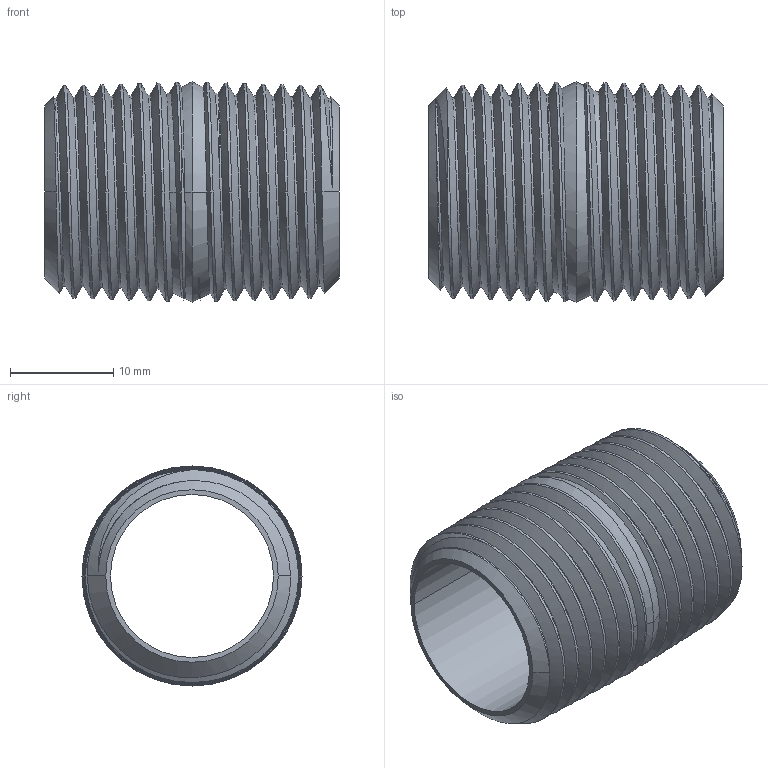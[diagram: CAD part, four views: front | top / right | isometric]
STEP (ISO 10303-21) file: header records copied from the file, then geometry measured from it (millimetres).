
FILE_DESCRIPTION(/* description */ (''),/* implementation_level */ '2;1');
FILE_NAME(/* name */ '112-N4.stp',/* time_stamp */ '2024-01-23T10:02:54-05:00',/* author */ ('esanner'),/* organization */ (''),/* preprocessor_version */ 'ST-DEVELOPER v19',/* originating_system */ 'AutoCAD Mechanical',/* authorisation */ '');
FILE_SCHEMA (('AUTOMOTIVE_DESIGN { 1 0 10303 214 3 1 1 }'));
Length unit declared in the file: millimetre
Products named in the file (2): Product; 112-N4
Assembly tree (1 placements, depth 2):
  Product
    112-N4
Bounding box: 28.57 x 21.34 x 21.34 mm (x, y, z)
Volume: 3154.8 mm3; surface area: 4386.5 mm2
Topology: 1 solids, 1 shells, 52 faces, 334 edges, 284 vertices
Faces by surface type: cone 40, bspline 8, cylinder 2, plane 2
Entity records: 16060 total; most frequent: CARTESIAN_POINT 13896, ORIENTED_EDGE 668, EDGE_CURVE 334, VERTEX_POINT 284, B_SPLINE_CURVE_WITH_KNOTS 270, DIRECTION 182, AXIS2_PLACEMENT_3D 71, EDGE_LOOP 54
